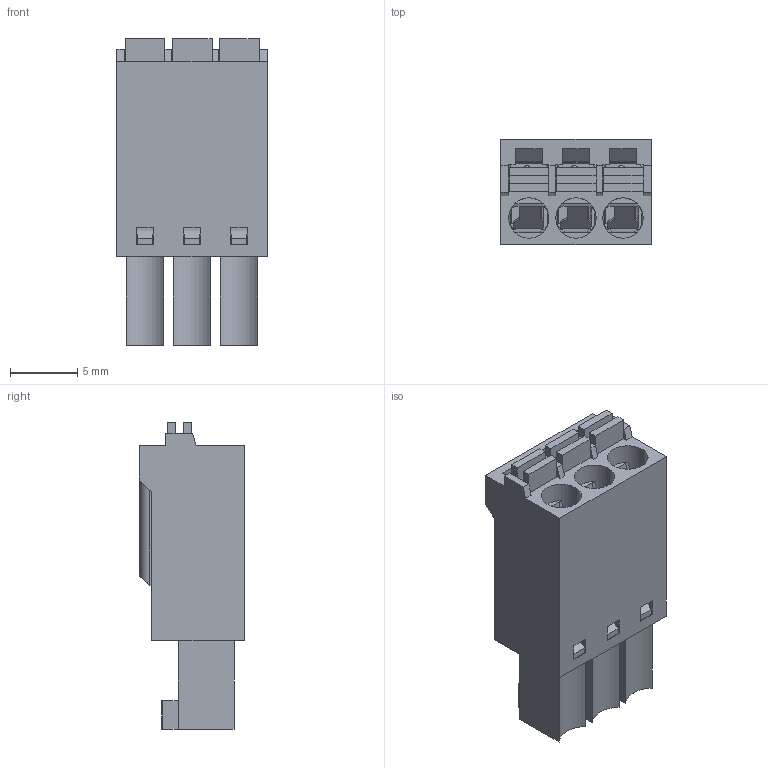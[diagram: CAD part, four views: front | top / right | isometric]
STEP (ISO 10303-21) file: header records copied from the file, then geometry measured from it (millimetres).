
FILE_DESCRIPTION(/* description */ ('Unknown'),/* implementation_level */ '2;1');
FILE_NAME(/* name */ '691304100003',/* time_stamp */ '2018-09-14T13:17:14+02:00',/* author */ ('Unknown'),/* organization */ ('Unknown'),/* preprocessor_version */ 'ST-DEVELOPER v16.7',/* originating_system */ 'DEX',/* authorisation */ $);
FILE_SCHEMA (('AUTOMOTIVE_DESIGN {1 0 10303 214 3 1 1}'));
Length unit declared in the file: millimetre
Products named in the file (6): 6913041000xx; 691304100003; 691304100003_Bas; 6913041000xx_Levier; 6913041000xx_Pin; 6913041000xx_Lamelle
Assembly tree (11 placements, depth 2):
  6913041000xx
    691304100003
    691304100003_Bas
    6913041000xx_Levier  x3
    6913041000xx_Pin  x3
    6913041000xx_Lamelle  x3
Bounding box: 11.2 x 7.8 x 22.8 mm (x, y, z)
Volume: 891.9 mm3; surface area: 3304 mm2
Topology: 11 solids, 11 shells, 877 faces, 2466 edges, 1611 vertices
Faces by surface type: plane 688, cylinder 174, cone 15
Full cylindrical faces by diameter (mm): 1.2 x3
Entity records: 18943 total; most frequent: CARTESIAN_POINT 3463, ORIENTED_EDGE 3304, DIRECTION 3017, EDGE_CURVE 1652, LINE 1429, VECTOR 1429, VERTEX_POINT 1093, AXIS2_PLACEMENT_3D 794
